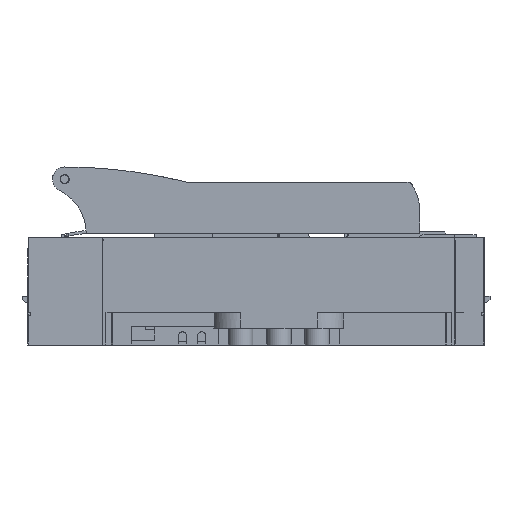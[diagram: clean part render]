
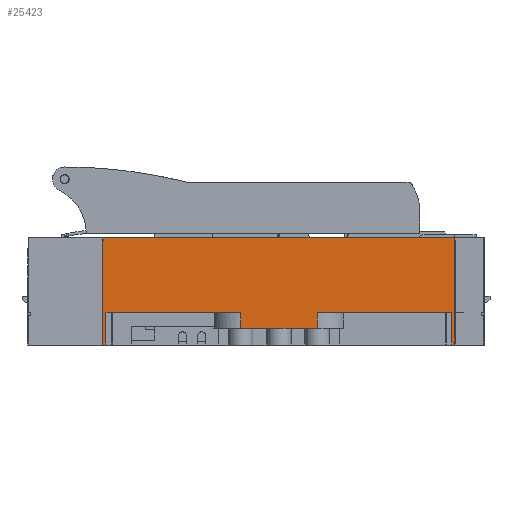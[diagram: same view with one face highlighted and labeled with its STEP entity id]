
A CAD part, front view. The second image highlights one B-rep face of the part: STEP entity #25423.
In plain terms, the highlighted face is planar.
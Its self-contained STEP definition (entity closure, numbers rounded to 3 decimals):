
#12886=DIRECTION('',(-1.,0.,0.));
#12887=VECTOR('',#12886,50.);
#12888=CARTESIAN_POINT('',(25.,91.75,11.));
#12889=LINE('',#12888,#12887);
#14931=DIRECTION('',(-1.,0.,0.));
#14932=VECTOR('',#14931,88.);
#14933=CARTESIAN_POINT('',(-25.,91.75,21.));
#14934=LINE('',#14933,#14932);
#15284=DIRECTION('',(1.,0.,0.));
#15285=VECTOR('',#15284,2.);
#15286=CARTESIAN_POINT('',(-115.,91.75,0.));
#15287=LINE('',#15286,#15285);
#15291=DIRECTION('',(0.,0.,1.));
#15292=VECTOR('',#15291,21.);
#15293=CARTESIAN_POINT('',(-113.,91.75,0.));
#15294=LINE('',#15293,#15292);
#15298=DIRECTION('',(1.,0.,0.));
#15299=VECTOR('',#15298,2.);
#15300=CARTESIAN_POINT('',(113.,91.75,0.));
#15301=LINE('',#15300,#15299);
#15305=DIRECTION('',(0.,0.,1.));
#15306=VECTOR('',#15305,70.);
#15307=CARTESIAN_POINT('',(115.,91.75,0.));
#15308=LINE('',#15307,#15306);
#15312=DIRECTION('',(0.,0.,1.));
#15313=VECTOR('',#15312,10.);
#15314=CARTESIAN_POINT('',(-25.,91.75,11.));
#15315=LINE('',#15314,#15313);
#15333=DIRECTION('',(0.,0.,-1.));
#15334=VECTOR('',#15333,10.);
#15335=CARTESIAN_POINT('',(25.,91.75,21.));
#15336=LINE('',#15335,#15334);
#16174=DIRECTION('',(-1.,0.,0.));
#16175=VECTOR('',#16174,88.);
#16176=CARTESIAN_POINT('',(113.,91.75,21.));
#16177=LINE('',#16176,#16175);
#17913=DIRECTION('',(0.,0.,1.));
#17914=VECTOR('',#17913,70.);
#17915=CARTESIAN_POINT('',(-115.,91.75,0.));
#17916=LINE('',#17915,#17914);
#18104=DIRECTION('',(1.,0.,0.));
#18105=VECTOR('',#18104,230.);
#18106=CARTESIAN_POINT('',(-115.,91.75,70.));
#18107=LINE('',#18106,#18105);
#20045=DIRECTION('',(0.,0.,1.));
#20046=VECTOR('',#20045,21.);
#20047=CARTESIAN_POINT('',(113.,91.75,0.));
#20048=LINE('',#20047,#20046);
#22055=CARTESIAN_POINT('',(25.,91.75,11.));
#22056=VERTEX_POINT('',#22055);
#22057=CARTESIAN_POINT('',(-25.,91.75,11.));
#22058=VERTEX_POINT('',#22057);
#22237=CARTESIAN_POINT('',(-113.,91.75,0.));
#22238=VERTEX_POINT('',#22237);
#22239=CARTESIAN_POINT('',(-115.,91.75,0.));
#22240=VERTEX_POINT('',#22239);
#22793=CARTESIAN_POINT('',(-25.,91.75,21.));
#22794=VERTEX_POINT('',#22793);
#22795=CARTESIAN_POINT('',(-113.,91.75,21.));
#22796=VERTEX_POINT('',#22795);
#22837=CARTESIAN_POINT('',(25.,91.75,21.));
#22838=VERTEX_POINT('',#22837);
#22839=CARTESIAN_POINT('',(113.,91.75,21.));
#22840=VERTEX_POINT('',#22839);
#22841=CARTESIAN_POINT('',(113.,91.75,0.));
#22842=VERTEX_POINT('',#22841);
#22843=CARTESIAN_POINT('',(115.,91.75,0.));
#22844=VERTEX_POINT('',#22843);
#22845=CARTESIAN_POINT('',(115.,91.75,70.));
#22846=VERTEX_POINT('',#22845);
#22847=CARTESIAN_POINT('',(-115.,91.75,70.));
#22848=VERTEX_POINT('',#22847);
#25396=CARTESIAN_POINT('',(0.,91.75,0.));
#25397=DIRECTION('',(0.,1.,0.));
#25398=DIRECTION('',(0.,0.,1.));
#25399=AXIS2_PLACEMENT_3D('',#25396,#25397,#25398);
#25400=PLANE('',#25399);
#25401=ORIENTED_EDGE('',*,*,#24221,.T.);
#25402=ORIENTED_EDGE('',*,*,#25389,.T.);
#25403=ORIENTED_EDGE('',*,*,#25079,.F.);
#25405=ORIENTED_EDGE('',*,*,#25404,.F.);
#25406=ORIENTED_EDGE('',*,*,#23829,.F.);
#25408=ORIENTED_EDGE('',*,*,#25407,.F.);
#25410=ORIENTED_EDGE('',*,*,#25409,.F.);
#25412=ORIENTED_EDGE('',*,*,#25411,.F.);
#25414=ORIENTED_EDGE('',*,*,#25413,.T.);
#25416=ORIENTED_EDGE('',*,*,#25415,.T.);
#25418=ORIENTED_EDGE('',*,*,#25417,.F.);
#25420=ORIENTED_EDGE('',*,*,#25419,.F.);
#25421=EDGE_LOOP('',(#25401,#25402,#25403,#25405,#25406,#25408,#25410,#25412,
#25414,#25416,#25418,#25420));
#25422=FACE_OUTER_BOUND('',#25421,.F.);
#23829=EDGE_CURVE('',#22056,#22058,#12889,.T.);
#24221=EDGE_CURVE('',#22240,#22238,#15287,.T.);
#25079=EDGE_CURVE('',#22794,#22796,#14934,.T.);
#25389=EDGE_CURVE('',#22238,#22796,#15294,.T.);
#25404=EDGE_CURVE('',#22058,#22794,#15315,.T.);
#25407=EDGE_CURVE('',#22838,#22056,#15336,.T.);
#25409=EDGE_CURVE('',#22840,#22838,#16177,.T.);
#25411=EDGE_CURVE('',#22842,#22840,#20048,.T.);
#25413=EDGE_CURVE('',#22842,#22844,#15301,.T.);
#25415=EDGE_CURVE('',#22844,#22846,#15308,.T.);
#25417=EDGE_CURVE('',#22848,#22846,#18107,.T.);
#25419=EDGE_CURVE('',#22240,#22848,#17916,.T.);
#25423=ADVANCED_FACE('',(#25422),#25400,.T.);
